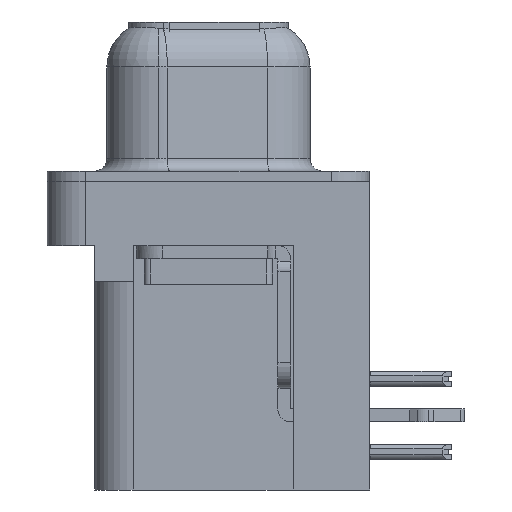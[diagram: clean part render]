
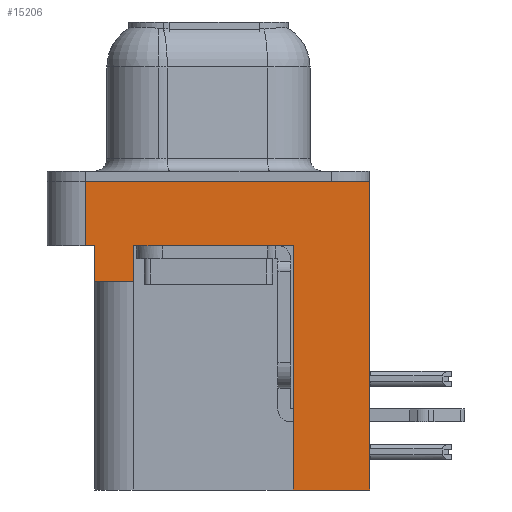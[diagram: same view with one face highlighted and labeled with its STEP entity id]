
A CAD part, left-side view. The second image highlights one B-rep face of the part: STEP entity #15206.
In plain terms, the highlighted planar face has unit normal (-1, 0, 0).
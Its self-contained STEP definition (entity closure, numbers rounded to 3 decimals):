
#332 = VECTOR ( 'NONE', #13948, 1000. ) ;
#548 = CARTESIAN_POINT ( 'NONE',  ( -2.935, 4.425, -3.9 ) ) ;
#1076 = LINE ( 'NONE', #8920, #21947 ) ;
#1725 = DIRECTION ( 'NONE',  ( 0., 1., 0. ) ) ;
#1864 = CARTESIAN_POINT ( 'NONE',  ( -2.935, 2.895, -2.5 ) ) ;
#3240 = DIRECTION ( 'NONE',  ( 0., 0., 1. ) ) ;
#4292 = EDGE_LOOP ( 'NONE', ( #26835, #26800, #14681, #5987, #22115, #19209, #9140, #22910, #23934, #25854 ) ) ;
#4298 = VECTOR ( 'NONE', #12007, 1000. ) ;
#5447 = EDGE_CURVE ( 'NONE', #8250, #22063, #5856, .T. ) ;
#5657 = EDGE_CURVE ( 'NONE', #8250, #19245, #6157, .T. ) ;
#5856 = LINE ( 'NONE', #26430, #332 ) ;
#5987 = ORIENTED_EDGE ( 'NONE', *, *, #8379, .F. ) ;
#6157 = LINE ( 'NONE', #15123, #26637 ) ;
#6461 = DIRECTION ( 'NONE',  ( 0., -1., 0. ) ) ;
#6938 = VECTOR ( 'NONE', #18289, 1000. ) ;
#7687 = EDGE_CURVE ( 'NONE', #22063, #21226, #12547, .T. ) ;
#7824 = CARTESIAN_POINT ( 'NONE',  ( -2.935, 4.775, -2.5 ) ) ;
#8250 = VERTEX_POINT ( 'NONE', #12900 ) ;
#8379 = EDGE_CURVE ( 'NONE', #19245, #15579, #16043, .T. ) ;
#8615 = CARTESIAN_POINT ( 'NONE',  ( -2.935, -6.275, -2.5 ) ) ;
#8660 = EDGE_CURVE ( 'NONE', #10467, #26293, #10163, .T. ) ;
#8911 = CARTESIAN_POINT ( 'NONE',  ( -2.935, -6.275, -12. ) ) ;
#8920 = CARTESIAN_POINT ( 'NONE',  ( -2.935, -6.275, -2.5 ) ) ;
#9140 = ORIENTED_EDGE ( 'NONE', *, *, #7687, .T. ) ;
#9270 = VECTOR ( 'NONE', #10394, 1000. ) ;
#9419 = CARTESIAN_POINT ( 'NONE',  ( -2.935, 4.775, 0. ) ) ;
#10163 = LINE ( 'NONE', #7824, #4298 ) ;
#10394 = DIRECTION ( 'NONE',  ( 0., -1., 0. ) ) ;
#10467 = VERTEX_POINT ( 'NONE', #15850 ) ;
#10663 = CARTESIAN_POINT ( 'NONE',  ( -2.935, -6.275, -2.5 ) ) ;
#10857 = VECTOR ( 'NONE', #3240, 1000. ) ;
#10877 = PLANE ( 'NONE',  #13777 ) ;
#11423 = VERTEX_POINT ( 'NONE', #18059 ) ;
#11797 = VECTOR ( 'NONE', #23382, 1000. ) ;
#11868 = CARTESIAN_POINT ( 'NONE',  ( -2.935, -3.295, -12. ) ) ;
#12007 = DIRECTION ( 'NONE',  ( 0., 0., 1. ) ) ;
#12048 = CARTESIAN_POINT ( 'NONE',  ( -2.935, 4.425, -2.5 ) ) ;
#12547 = LINE ( 'NONE', #10663, #9270 ) ;
#12665 = CARTESIAN_POINT ( 'NONE',  ( -2.935, -6.275, -2.5 ) ) ;
#12900 = CARTESIAN_POINT ( 'NONE',  ( -2.935, 2.895, -3.9 ) ) ;
#12935 = EDGE_CURVE ( 'NONE', #21315, #21226, #13100, .T. ) ;
#13100 = LINE ( 'NONE', #15678, #10857 ) ;
#13234 = EDGE_CURVE ( 'NONE', #26293, #11423, #25187, .T. ) ;
#13373 = EDGE_CURVE ( 'NONE', #19138, #11423, #1076, .T. ) ;
#13777 = AXIS2_PLACEMENT_3D ( 'NONE', #12665, #21194, #25425 ) ;
#13948 = DIRECTION ( 'NONE',  ( 0., 0., 1. ) ) ;
#14681 = ORIENTED_EDGE ( 'NONE', *, *, #20660, .T. ) ;
#15037 = CARTESIAN_POINT ( 'NONE',  ( -2.935, 4.425, -3.9 ) ) ;
#15123 = CARTESIAN_POINT ( 'NONE',  ( -2.935, 4.425, -3.9 ) ) ;
#15206 = ADVANCED_FACE ( 'NONE', ( #25712 ), #10877, .T. ) ;
#15358 = VECTOR ( 'NONE', #6461, 1000. ) ;
#15579 = VERTEX_POINT ( 'NONE', #12048 ) ;
#15678 = CARTESIAN_POINT ( 'NONE',  ( -2.935, -3.295, -12. ) ) ;
#15850 = CARTESIAN_POINT ( 'NONE',  ( -2.935, 4.775, -2.5 ) ) ;
#16043 = LINE ( 'NONE', #15037, #11797 ) ;
#18059 = CARTESIAN_POINT ( 'NONE',  ( -2.935, -6.275, 0. ) ) ;
#18289 = DIRECTION ( 'NONE',  ( 0., -1., 0. ) ) ;
#19138 = VERTEX_POINT ( 'NONE', #8911 ) ;
#19179 = DIRECTION ( 'NONE',  ( 0., 1., 0. ) ) ;
#19209 = ORIENTED_EDGE ( 'NONE', *, *, #5447, .T. ) ;
#19245 = VERTEX_POINT ( 'NONE', #548 ) ;
#19358 = DIRECTION ( 'NONE',  ( 0., 0., 1. ) ) ;
#19427 = LINE ( 'NONE', #11868, #25282 ) ;
#20346 = LINE ( 'NONE', #8615, #15358 ) ;
#20660 = EDGE_CURVE ( 'NONE', #10467, #15579, #20346, .T. ) ;
#21194 = DIRECTION ( 'NONE',  ( -1., 0., 0. ) ) ;
#21226 = VERTEX_POINT ( 'NONE', #21681 ) ;
#21315 = VERTEX_POINT ( 'NONE', #21583 ) ;
#21583 = CARTESIAN_POINT ( 'NONE',  ( -2.935, -3.295, -12. ) ) ;
#21681 = CARTESIAN_POINT ( 'NONE',  ( -2.935, -3.295, -2.5 ) ) ;
#21947 = VECTOR ( 'NONE', #19358, 1000. ) ;
#22063 = VERTEX_POINT ( 'NONE', #1864 ) ;
#22115 = ORIENTED_EDGE ( 'NONE', *, *, #5657, .F. ) ;
#22910 = ORIENTED_EDGE ( 'NONE', *, *, #12935, .F. ) ;
#23382 = DIRECTION ( 'NONE',  ( 0., 0., 1. ) ) ;
#23934 = ORIENTED_EDGE ( 'NONE', *, *, #26426, .F. ) ;
#24465 = CARTESIAN_POINT ( 'NONE',  ( -2.935, -6.275, 0. ) ) ;
#25187 = LINE ( 'NONE', #24465, #6938 ) ;
#25282 = VECTOR ( 'NONE', #1725, 1000. ) ;
#25425 = DIRECTION ( 'NONE',  ( 0., 0., 1. ) ) ;
#25712 = FACE_OUTER_BOUND ( 'NONE', #4292, .T. ) ;
#25854 = ORIENTED_EDGE ( 'NONE', *, *, #13373, .T. ) ;
#26293 = VERTEX_POINT ( 'NONE', #9419 ) ;
#26426 = EDGE_CURVE ( 'NONE', #19138, #21315, #19427, .T. ) ;
#26430 = CARTESIAN_POINT ( 'NONE',  ( -2.935, 2.895, -3.9 ) ) ;
#26637 = VECTOR ( 'NONE', #19179, 1000. ) ;
#26800 = ORIENTED_EDGE ( 'NONE', *, *, #8660, .F. ) ;
#26835 = ORIENTED_EDGE ( 'NONE', *, *, #13234, .F. ) ;
